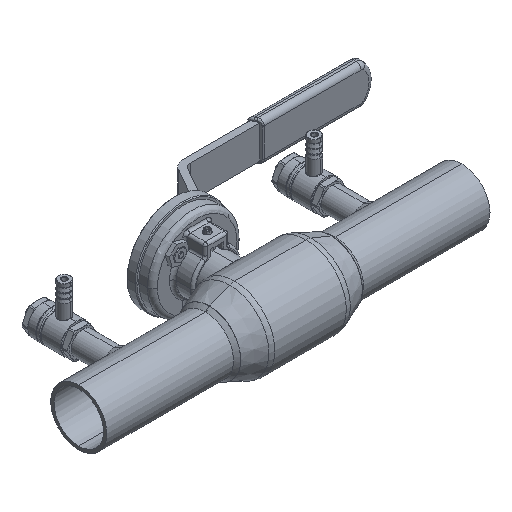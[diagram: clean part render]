
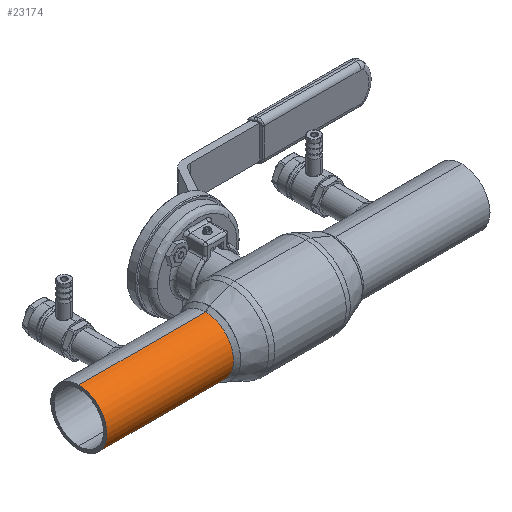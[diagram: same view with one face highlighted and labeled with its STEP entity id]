
A CAD part, isometric view. The second image highlights one B-rep face of the part: STEP entity #23174.
In plain terms, the highlighted cylindrical face has radius 16.85 mm (diameter 33.7 mm), a partial arc.
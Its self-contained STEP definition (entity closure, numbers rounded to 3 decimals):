
#6804 = EDGE_LOOP ( 'NONE', ( #12934, #12938, #12942, #12946 ) ) ;
#12934 = ORIENTED_EDGE ( 'NONE', *, *, #34160, .T. ) ;
#12938 = ORIENTED_EDGE ( 'NONE', *, *, #33397, .T. ) ;
#12942 = ORIENTED_EDGE ( 'NONE', *, *, #33386, .F. ) ;
#12946 = ORIENTED_EDGE ( 'NONE', *, *, #34129, .F. ) ;
#13431 = AXIS2_PLACEMENT_3D ( 'NONE', #16978, #16970, #16969 ) ;
#16969 = DIRECTION ( 'NONE',  ( 0., 0., -1. ) ) ;
#16970 = DIRECTION ( 'NONE',  ( -1., 0., 0. ) ) ;
#16978 = CARTESIAN_POINT ( 'NONE',  ( -115., 0., 0. ) ) ;
#17912 = FACE_OUTER_BOUND ( 'NONE', #6804, .T. ) ;
#17913 = CYLINDRICAL_SURFACE ( 'NONE', #13431, 16.85 ) ;
#23174 = ADVANCED_FACE ( 'NONE', ( #17912 ), #17913, .T. ) ;
#29809 = AXIS2_PLACEMENT_3D ( 'NONE', #30932, #30987, #30988 ) ;
#29853 = AXIS2_PLACEMENT_3D ( 'NONE', #32140, #32145, #32146 ) ;
#30232 = CIRCLE ( 'NONE', #29809, 16.85 ) ;
#30238 = VECTOR ( 'NONE', #31128, 1000. ) ;
#30239 = LINE ( 'NONE', #31127, #30238 ) ;
#30385 = LINE ( 'NONE', #32017, #30386 ) ;
#30386 = VECTOR ( 'NONE', #32018, 1000. ) ;
#30442 = CIRCLE ( 'NONE', #29853, 16.85 ) ;
#30932 = CARTESIAN_POINT ( 'NONE',  ( -115., 0., 0. ) ) ;
#30987 = DIRECTION ( 'NONE',  ( -1., 0., 0. ) ) ;
#30988 = DIRECTION ( 'NONE',  ( 0., 0., -1. ) ) ;
#31127 = CARTESIAN_POINT ( 'NONE',  ( -115., 0., 16.85 ) ) ;
#31128 = DIRECTION ( 'NONE',  ( -1., 0., 0. ) ) ;
#32017 = CARTESIAN_POINT ( 'NONE',  ( -115., 0., -16.85 ) ) ;
#32018 = DIRECTION ( 'NONE',  ( -1., 0., 0. ) ) ;
#32140 = CARTESIAN_POINT ( 'NONE',  ( -29.297, 0., 0. ) ) ;
#32145 = DIRECTION ( 'NONE',  ( -1., 0., 0. ) ) ;
#32146 = DIRECTION ( 'NONE',  ( 0., 0., -1. ) ) ;
#32642 = CARTESIAN_POINT ( 'NONE',  ( -29.297, 0., -16.85 ) ) ;
#32643 = CARTESIAN_POINT ( 'NONE',  ( -29.297, 0., 16.85 ) ) ;
#32644 = CARTESIAN_POINT ( 'NONE',  ( -115., 0., 16.85 ) ) ;
#32645 = CARTESIAN_POINT ( 'NONE',  ( -115., 0., -16.85 ) ) ;
#33386 = EDGE_CURVE ( 'NONE', #34712, #34711, #30232, .T. ) ;
#33397 = EDGE_CURVE ( 'NONE', #34710, #34711, #30239, .T. ) ;
#34129 = EDGE_CURVE ( 'NONE', #34709, #34712, #30385, .T. ) ;
#34160 = EDGE_CURVE ( 'NONE', #34709, #34710, #30442, .T. ) ;
#34709 = VERTEX_POINT ( 'NONE', #32642 ) ;
#34710 = VERTEX_POINT ( 'NONE', #32643 ) ;
#34711 = VERTEX_POINT ( 'NONE', #32644 ) ;
#34712 = VERTEX_POINT ( 'NONE', #32645 ) ;
